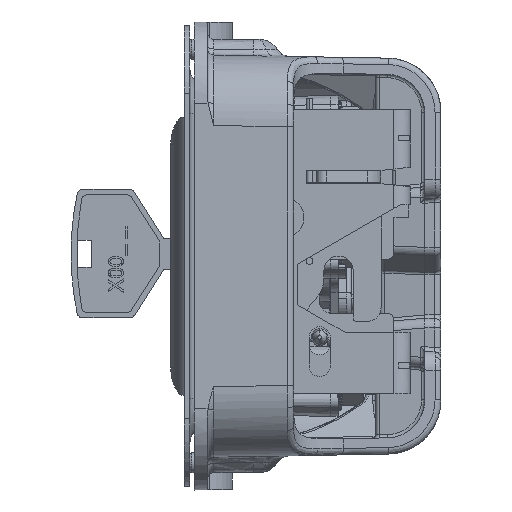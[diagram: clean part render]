
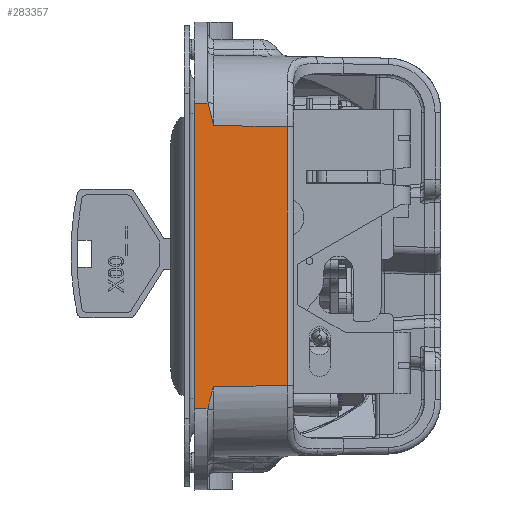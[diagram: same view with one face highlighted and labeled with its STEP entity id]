
A CAD part, left-side view. The second image highlights one B-rep face of the part: STEP entity #283357.
In plain terms, the highlighted planar face has unit normal (-0.999, -0.052, 0).
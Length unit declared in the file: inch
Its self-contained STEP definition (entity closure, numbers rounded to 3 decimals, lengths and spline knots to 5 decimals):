
#828 = VERTEX_POINT ( 'NONE', #34010 ) ;
#4927 = CARTESIAN_POINT ( 'NONE',  ( -3.10236, -2.1057, -1.16958 ) ) ;
#14538 = VERTEX_POINT ( 'NONE', #242234 ) ;
#18624 = ORIENTED_EDGE ( 'NONE', *, *, #234733, .T. ) ;
#19799 = CARTESIAN_POINT ( 'NONE',  ( -3.17603, -0.70014, -1.19411 ) ) ;
#21510 = AXIS2_PLACEMENT_3D ( 'NONE', #307556, #274875, #245995 ) ;
#25968 = CARTESIAN_POINT ( 'NONE',  ( -3.21278, 0.00109, -1.27222 ) ) ;
#34010 = CARTESIAN_POINT ( 'NONE',  ( -3.221, 0.158, -1.40917 ) ) ;
#35740 = LINE ( 'NONE', #191156, #251918 ) ;
#38373 = EDGE_CURVE ( 'NONE', #293070, #14538, #61772, .T. ) ;
#38774 = VERTEX_POINT ( 'NONE', #263726 ) ;
#43440 = CARTESIAN_POINT ( 'NONE',  ( -3.21439, 0.0319, 1.40696 ) ) ;
#50999 = CARTESIAN_POINT ( 'NONE',  ( -3.21437, 0.03158, -1.40696 ) ) ;
#52290 = CARTESIAN_POINT ( 'NONE',  ( -3.2137, 0.01868, -1.33907 ) ) ;
#55642 = CARTESIAN_POINT ( 'NONE',  ( -3.17603, -0.70014, 1.19202 ) ) ;
#61772 = B_SPLINE_CURVE_WITH_KNOTS ( 'NONE', 3,
 ( #50999, #79852, #52290, #25968, #262256, #323813 ),
 .UNSPECIFIED., .F., .F.,
 ( 4, 2, 4 ),
 ( 0., 0.00263, 0.00526 ),
 .UNSPECIFIED. ) ;
#79852 = CARTESIAN_POINT ( 'NONE',  ( -3.2141, 0.02637, -1.37274 ) ) ;
#83480 = CARTESIAN_POINT ( 'NONE',  ( -3.21372, 0.01901, 1.33835 ) ) ;
#84999 = VECTOR ( 'NONE', #159575, 39.37008 ) ;
#87156 = DIRECTION ( 'NONE',  ( -0.052, 0.998, 0.017 ) ) ;
#100321 = EDGE_LOOP ( 'NONE', ( #361506, #217066, #269528, #336701, #385539, #18624, #288830, #317502 ) ) ;
#109994 = EDGE_CURVE ( 'NONE', #267543, #38774, #197616, .T. ) ;
#111582 = EDGE_CURVE ( 'NONE', #318671, #242661, #35740, .T. ) ;
#112414 = CARTESIAN_POINT ( 'NONE',  ( -3.21439, 0.0319, 1.40696 ) ) ;
#113877 = EDGE_CURVE ( 'NONE', #14538, #318671, #226085, .T. ) ;
#135502 = VERTEX_POINT ( 'NONE', #353398 ) ;
#146258 = LINE ( 'NONE', #280746, #268238 ) ;
#149358 = LINE ( 'NONE', #344033, #327653 ) ;
#156818 = PLANE ( 'NONE',  #21510 ) ;
#159575 = DIRECTION ( 'NONE',  ( 0.052, -0.998, 0.017 ) ) ;
#187293 = EDGE_CURVE ( 'NONE', #828, #293070, #240134, .T. ) ;
#191156 = CARTESIAN_POINT ( 'NONE',  ( -3.17603, -0.70014, 2.1565 ) ) ;
#193193 = FACE_OUTER_BOUND ( 'NONE', #100321, .T. ) ;
#197616 = LINE ( 'NONE', #386347, #300308 ) ;
#201606 = CARTESIAN_POINT ( 'NONE',  ( -3.21173, -0.01886, 1.20391 ) ) ;
#217066 = ORIENTED_EDGE ( 'NONE', *, *, #111582, .T. ) ;
#226085 = LINE ( 'NONE', #4927, #376305 ) ;
#233031 = CARTESIAN_POINT ( 'NONE',  ( -3.21437, 0.03158, -1.40696 ) ) ;
#234733 = EDGE_CURVE ( 'NONE', #38774, #828, #146258, .T. ) ;
#240134 = LINE ( 'NONE', #307725, #84999 ) ;
#242234 = CARTESIAN_POINT ( 'NONE',  ( -3.21173, -0.01886, -1.206 ) ) ;
#242661 = VERTEX_POINT ( 'NONE', #55642 ) ;
#245995 = DIRECTION ( 'NONE',  ( 0.052, -0.999, 0. ) ) ;
#250017 = B_SPLINE_CURVE_WITH_KNOTS ( 'NONE', 3,
 ( #201606, #292109, #263285, #83480, #264597, #112414 ),
 .UNSPECIFIED., .F., .F.,
 ( 4, 2, 4 ),
 ( -0.00003, 0.00264, 0.0053 ),
 .UNSPECIFIED. ) ;
#251918 = VECTOR ( 'NONE', #288107, 39.37008 ) ;
#253505 = DIRECTION ( 'NONE',  ( -0.052, 0.998, 0.017 ) ) ;
#262256 = CARTESIAN_POINT ( 'NONE',  ( -3.21226, -0.00884, -1.23905 ) ) ;
#263285 = CARTESIAN_POINT ( 'NONE',  ( -3.21279, 0.0013, 1.27081 ) ) ;
#263726 = CARTESIAN_POINT ( 'NONE',  ( -3.221, 0.158, 1.40917 ) ) ;
#264597 = CARTESIAN_POINT ( 'NONE',  ( -3.21412, 0.02674, 1.37238 ) ) ;
#267543 = VERTEX_POINT ( 'NONE', #43440 ) ;
#268238 = VECTOR ( 'NONE', #288662, 39.37008 ) ;
#268976 = DIRECTION ( 'NONE',  ( 0.052, -0.998, 0.017 ) ) ;
#269528 = ORIENTED_EDGE ( 'NONE', *, *, #382294, .T. ) ;
#274875 = DIRECTION ( 'NONE',  ( -0.999, -0.052, 0. ) ) ;
#280746 = CARTESIAN_POINT ( 'NONE',  ( -3.221, 0.158, 2.1565 ) ) ;
#283357 = ADVANCED_FACE ( 'NONE', ( #193193 ), #156818, .T. ) ;
#288107 = DIRECTION ( 'NONE',  ( 0., 0., 1. ) ) ;
#288662 = DIRECTION ( 'NONE',  ( 0., 0., -1. ) ) ;
#288830 = ORIENTED_EDGE ( 'NONE', *, *, #187293, .T. ) ;
#292109 = CARTESIAN_POINT ( 'NONE',  ( -3.21226, -0.00872, 1.23733 ) ) ;
#293070 = VERTEX_POINT ( 'NONE', #233031 ) ;
#300308 = VECTOR ( 'NONE', #87156, 39.37008 ) ;
#307556 = CARTESIAN_POINT ( 'NONE',  ( -3.221, 0.158, 2.1565 ) ) ;
#307725 = CARTESIAN_POINT ( 'NONE',  ( -3.21775, 0.09595, -1.40808 ) ) ;
#317502 = ORIENTED_EDGE ( 'NONE', *, *, #38373, .T. ) ;
#318671 = VERTEX_POINT ( 'NONE', #19799 ) ;
#323813 = CARTESIAN_POINT ( 'NONE',  ( -3.21173, -0.01886, -1.206 ) ) ;
#327653 = VECTOR ( 'NONE', #253505, 39.37008 ) ;
#336701 = ORIENTED_EDGE ( 'NONE', *, *, #347664, .T. ) ;
#344033 = CARTESIAN_POINT ( 'NONE',  ( -3.2153, 0.0493, 1.2051 ) ) ;
#347664 = EDGE_CURVE ( 'NONE', #135502, #267543, #250017, .T. ) ;
#353398 = CARTESIAN_POINT ( 'NONE',  ( -3.21173, -0.01886, 1.20391 ) ) ;
#361506 = ORIENTED_EDGE ( 'NONE', *, *, #113877, .T. ) ;
#376305 = VECTOR ( 'NONE', #268976, 39.37008 ) ;
#382294 = EDGE_CURVE ( 'NONE', #242661, #135502, #149358, .T. ) ;
#385539 = ORIENTED_EDGE ( 'NONE', *, *, #109994, .T. ) ;
#386347 = CARTESIAN_POINT ( 'NONE',  ( -3.22168, 0.17101, 1.40939 ) ) ;
